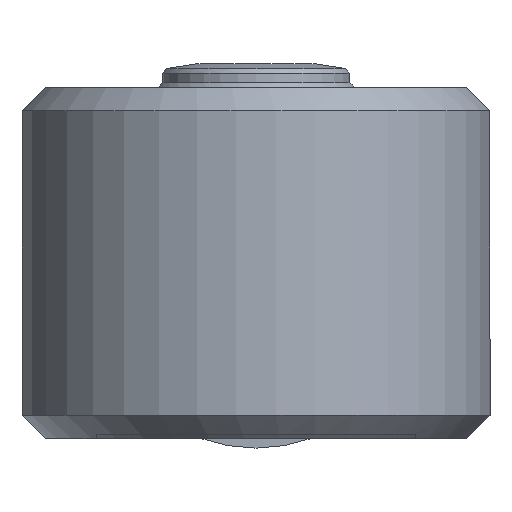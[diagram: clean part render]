
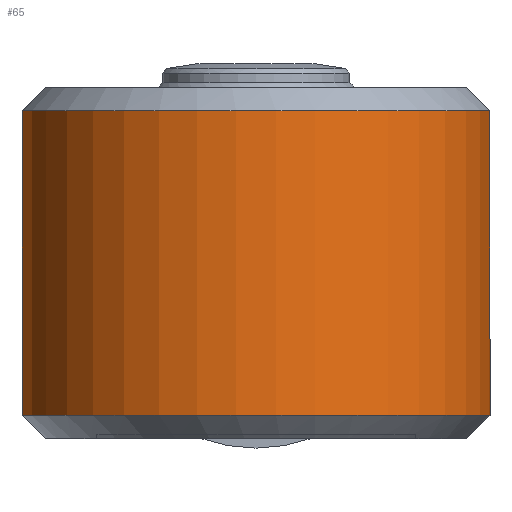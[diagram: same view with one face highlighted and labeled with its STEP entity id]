
A CAD part, left-side view. The second image highlights one B-rep face of the part: STEP entity #65.
In plain terms, the highlighted cylindrical face has radius 5 mm (diameter 10 mm), a partial arc.
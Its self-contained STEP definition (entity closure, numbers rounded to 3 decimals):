
#65 = ADVANCED_FACE( '', ( #164 ), #165, .T. );
#164 = FACE_OUTER_BOUND( '', #313, .T. );
#165 = CYLINDRICAL_SURFACE( '', #314, 5. );
#313 = EDGE_LOOP( '', ( #456, #457, #458, #459 ) );
#314 = AXIS2_PLACEMENT_3D( '', #460, #461, #462 );
#456 = ORIENTED_EDGE( '', *, *, #778, .T. );
#457 = ORIENTED_EDGE( '', *, *, #779, .T. );
#458 = ORIENTED_EDGE( '', *, *, #780, .T. );
#459 = ORIENTED_EDGE( '', *, *, #781, .F. );
#460 = CARTESIAN_POINT( '', ( 0., 0., -0.5 ) );
#461 = DIRECTION( '', ( 0., 0., -1. ) );
#462 = DIRECTION( '', ( 0., -1., 0. ) );
#778 = EDGE_CURVE( '', #898, #899, #900, .T. );
#779 = EDGE_CURVE( '', #899, #901, #902, .T. );
#780 = EDGE_CURVE( '', #901, #903, #904, .T. );
#781 = EDGE_CURVE( '', #898, #903, #905, .T. );
#898 = VERTEX_POINT( '', #1077 );
#899 = VERTEX_POINT( '', #1078 );
#900 = CIRCLE( '', #1079, 5. );
#901 = VERTEX_POINT( '', #1080 );
#902 = LINE( '', #1081, #1082 );
#903 = VERTEX_POINT( '', #1083 );
#904 = CIRCLE( '', #1084, 5. );
#905 = LINE( '', #1085, #1086 );
#1077 = CARTESIAN_POINT( '', ( 3.924, 3.099, 0.5 ) );
#1078 = CARTESIAN_POINT( '', ( 3.924, -3.099, 0.5 ) );
#1079 = AXIS2_PLACEMENT_3D( '', #1497, #1498, #1499 );
#1080 = CARTESIAN_POINT( '', ( 3.924, -3.099, 7. ) );
#1081 = CARTESIAN_POINT( '', ( 3.924, -3.099, -0.5 ) );
#1082 = VECTOR( '', #1500, 1000. );
#1083 = CARTESIAN_POINT( '', ( 3.924, 3.099, 7. ) );
#1084 = AXIS2_PLACEMENT_3D( '', #1501, #1502, #1503 );
#1085 = CARTESIAN_POINT( '', ( 3.924, 3.099, -0.5 ) );
#1086 = VECTOR( '', #1504, 1000. );
#1497 = CARTESIAN_POINT( '', ( 0., 0., 0.5 ) );
#1498 = DIRECTION( '', ( 0., 0., 1. ) );
#1499 = DIRECTION( '', ( 0., -1., 0. ) );
#1500 = DIRECTION( '', ( 0., 0., 1. ) );
#1501 = CARTESIAN_POINT( '', ( 0., 0., 7. ) );
#1502 = DIRECTION( '', ( 0., 0., -1. ) );
#1503 = DIRECTION( '', ( 0., 1., 0. ) );
#1504 = DIRECTION( '', ( 0., 0., 1. ) );
